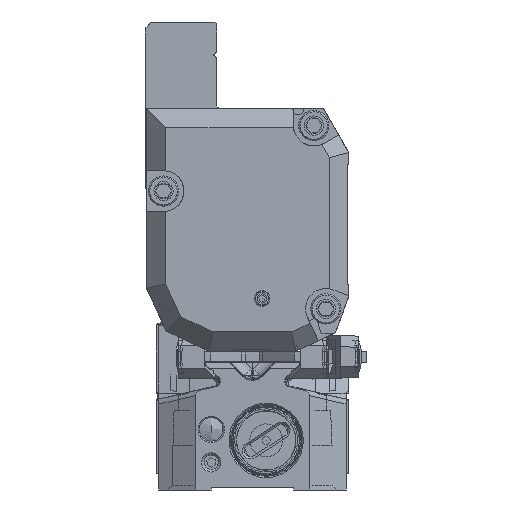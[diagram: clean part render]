
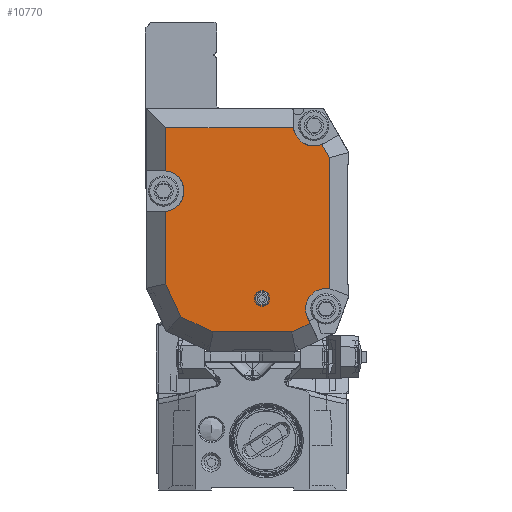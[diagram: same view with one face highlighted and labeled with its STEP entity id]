
A CAD part, front view. The second image highlights one B-rep face of the part: STEP entity #10770.
In plain terms, the highlighted planar face has unit normal (0, -1, 0).
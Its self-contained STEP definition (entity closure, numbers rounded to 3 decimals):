
#3571=FACE_BOUND('',#20452,.T.);
#3572=FACE_BOUND('',#20453,.T.);
#10770=ADVANCED_FACE('',(#3571,#3572),#12873,.F.);
#12873=PLANE('',#77540);
#20452=EDGE_LOOP('',(#40535,#40536,#40537,#40538,#40539,#40540,#40541,#40542,
#40543,#40544,#40545,#40546,#40547));
#20453=EDGE_LOOP('',(#40548));
#40535=ORIENTED_EDGE('',*,*,#57470,.T.);
#40536=ORIENTED_EDGE('',*,*,#57471,.T.);
#40537=ORIENTED_EDGE('',*,*,#57472,.T.);
#40538=ORIENTED_EDGE('',*,*,#57473,.T.);
#40539=ORIENTED_EDGE('',*,*,#57474,.T.);
#40540=ORIENTED_EDGE('',*,*,#57475,.T.);
#40541=ORIENTED_EDGE('',*,*,#57476,.T.);
#40542=ORIENTED_EDGE('',*,*,#57477,.T.);
#40543=ORIENTED_EDGE('',*,*,#57478,.T.);
#40544=ORIENTED_EDGE('',*,*,#57479,.T.);
#40545=ORIENTED_EDGE('',*,*,#57480,.T.);
#40546=ORIENTED_EDGE('',*,*,#57481,.T.);
#40547=ORIENTED_EDGE('',*,*,#57482,.T.);
#40548=ORIENTED_EDGE('',*,*,#57483,.T.);
#47382=VERTEX_POINT('',#132275);
#47383=VERTEX_POINT('',#132276);
#47384=VERTEX_POINT('',#132278);
#47385=VERTEX_POINT('',#132280);
#47386=VERTEX_POINT('',#132282);
#47387=VERTEX_POINT('',#132284);
#47388=VERTEX_POINT('',#132286);
#47389=VERTEX_POINT('',#132288);
#47390=VERTEX_POINT('',#132290);
#47391=VERTEX_POINT('',#132292);
#47392=VERTEX_POINT('',#132294);
#47393=VERTEX_POINT('',#132296);
#47394=VERTEX_POINT('',#132298);
#47395=VERTEX_POINT('',#132301);
#57470=EDGE_CURVE('',#47382,#47383,#71463,.T.);
#57471=EDGE_CURVE('',#47383,#47384,#63376,.T.);
#57472=EDGE_CURVE('',#47384,#47385,#63377,.T.);
#57473=EDGE_CURVE('',#47385,#47386,#71464,.T.);
#57474=EDGE_CURVE('',#47386,#47387,#63378,.T.);
#57475=EDGE_CURVE('',#47387,#47388,#63379,.T.);
#57476=EDGE_CURVE('',#47388,#47389,#71465,.T.);
#57477=EDGE_CURVE('',#47389,#47390,#63380,.T.);
#57478=EDGE_CURVE('',#47390,#47391,#63381,.T.);
#57479=EDGE_CURVE('',#47391,#47392,#63382,.T.);
#57480=EDGE_CURVE('',#47392,#47393,#63383,.T.);
#57481=EDGE_CURVE('',#47393,#47394,#63384,.T.);
#57482=EDGE_CURVE('',#47394,#47382,#63385,.T.);
#57483=EDGE_CURVE('',#47395,#47395,#71466,.T.);
#63376=LINE('',#132277,#69351);
#63377=LINE('',#132279,#69352);
#63378=LINE('',#132283,#69353);
#63379=LINE('',#132285,#69354);
#63380=LINE('',#132289,#69355);
#63381=LINE('',#132291,#69356);
#63382=LINE('',#132293,#69357);
#63383=LINE('',#132295,#69358);
#63384=LINE('',#132297,#69359);
#63385=LINE('',#132299,#69360);
#69351=VECTOR('',#95605,1.);
#69352=VECTOR('',#95606,1.);
#69353=VECTOR('',#95609,1.);
#69354=VECTOR('',#95610,1.);
#69355=VECTOR('',#95613,1.);
#69356=VECTOR('',#95614,1.);
#69357=VECTOR('',#95615,1.);
#69358=VECTOR('',#95616,1.);
#69359=VECTOR('',#95617,1.);
#69360=VECTOR('',#95618,1.);
#71463=CIRCLE('',#77536,3.7);
#71464=CIRCLE('',#77537,3.7);
#71465=CIRCLE('',#77538,3.7);
#71466=CIRCLE('',#77539,1.3);
#77536=AXIS2_PLACEMENT_3D('',#132274,#95603,#95604);
#77537=AXIS2_PLACEMENT_3D('',#132281,#95607,#95608);
#77538=AXIS2_PLACEMENT_3D('',#132287,#95611,#95612);
#77539=AXIS2_PLACEMENT_3D('',#132300,#95619,#95620);
#77540=AXIS2_PLACEMENT_3D('',#132302,#95621,#95622);
#95603=DIRECTION('',(0.,1.,0.));
#95604=DIRECTION('',(-1.,0.,0.));
#95605=DIRECTION('',(0.,0.,1.));
#95606=DIRECTION('',(-0.5,0.,0.866));
#95607=DIRECTION('',(0.,1.,0.));
#95608=DIRECTION('',(-1.,0.,0.));
#95609=DIRECTION('',(-1.,0.,0.));
#95610=DIRECTION('',(0.,0.,-1.));
#95611=DIRECTION('',(0.,1.,0.));
#95612=DIRECTION('',(-1.,0.,0.));
#95613=DIRECTION('',(0.,0.,-1.));
#95614=DIRECTION('',(0.419,0.,-0.908));
#95615=DIRECTION('',(0.905,0.,-0.426));
#95616=DIRECTION('',(1.,0.,0.));
#95617=DIRECTION('',(0.905,0.,0.426));
#95618=DIRECTION('',(-0.426,0.,0.905));
#95619=DIRECTION('',(0.,1.,0.));
#95620=DIRECTION('',(0.,0.,1.));
#95621=DIRECTION('',(0.,1.,0.));
#95622=DIRECTION('',(0.,0.,1.));
#132274=CARTESIAN_POINT('',(32.85,-8.,-52.11));
#132275=CARTESIAN_POINT('',(29.503,-8.,-53.687));
#132276=CARTESIAN_POINT('',(33.5,-8.,-48.468));
#132277=CARTESIAN_POINT('',(33.5,-8.,-46.706));
#132278=CARTESIAN_POINT('',(33.5,-8.,-24.648));
#132279=CARTESIAN_POINT('',(44.864,-8.,-44.331));
#132280=CARTESIAN_POINT('',(32.096,-8.,-22.216));
#132281=CARTESIAN_POINT('',(30.65,-8.,-18.81));
#132282=CARTESIAN_POINT('',(26.972,-8.,-19.21));
#132283=CARTESIAN_POINT('',(40.75,-8.,-19.21));
#132284=CARTESIAN_POINT('',(3.75,-8.,-19.21));
#132285=CARTESIAN_POINT('',(3.75,-8.,-46.706));
#132286=CARTESIAN_POINT('',(3.75,-8.,-27.032));
#132287=CARTESIAN_POINT('',(3.35,-8.,-30.71));
#132288=CARTESIAN_POINT('',(3.75,-8.,-34.388));
#132289=CARTESIAN_POINT('',(3.75,-8.,-46.706));
#132290=CARTESIAN_POINT('',(3.75,-8.,-47.584));
#132291=CARTESIAN_POINT('',(9.912,-8.,-60.937));
#132292=CARTESIAN_POINT('',(6.493,-8.,-53.528));
#132293=CARTESIAN_POINT('',(31.901,-8.,-65.495));
#132294=CARTESIAN_POINT('',(12.378,-8.,-56.3));
#132295=CARTESIAN_POINT('',(40.75,-8.,-56.3));
#132296=CARTESIAN_POINT('',(26.622,-8.,-56.3));
#132297=CARTESIAN_POINT('',(41.883,-8.,-49.112));
#132298=CARTESIAN_POINT('',(29.987,-8.,-54.715));
#132299=CARTESIAN_POINT('',(31.478,-8.,-57.881));
#132300=CARTESIAN_POINT('',(21.25,-8.,-50.21));
#132301=CARTESIAN_POINT('',(21.25,-8.,-48.91));
#132302=CARTESIAN_POINT('',(40.75,-8.,-46.706));
